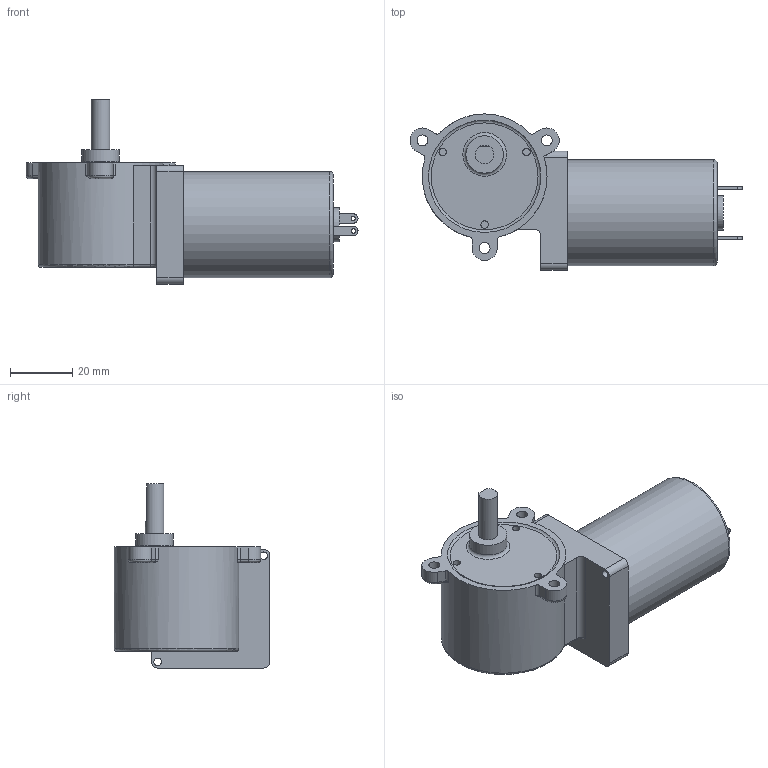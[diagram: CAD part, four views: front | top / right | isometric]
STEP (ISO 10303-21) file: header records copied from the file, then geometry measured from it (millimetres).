
FILE_DESCRIPTION((''),'2;1');
FILE_NAME('KWC-3448 SERIES.stp','2015-02-26T17:38:44',('AHN'),(''),'Autodesk Inventor 2012','Autodesk Inventor 2012','');
FILE_SCHEMA(('CONFIG_CONTROL_DESIGN'));
Length unit declared in the file: millimetre
Products named in the file (1): KWC-3448
Bounding box: 106.42 x 50 x 59 mm (x, y, z)
Volume: 99143.6 mm3; surface area: 15768.6 mm2
Topology: 1 solids, 1 shells, 86 faces, 208 edges, 134 vertices
Faces by surface type: cylinder 37, plane 36, torus 13
Full cylindrical faces by diameter (mm): 1.4 x2, 2.4 x5, 3.5 x3, 6 x1, 11 x1, 12 x1, 34 x1
Entity records: 2543 total; most frequent: CARTESIAN_POINT 486, DIRECTION 447, ORIENTED_EDGE 378, EDGE_CURVE 189, AXIS2_PLACEMENT_3D 181, VERTEX_POINT 132, EDGE_LOOP 127, CIRCLE 92
